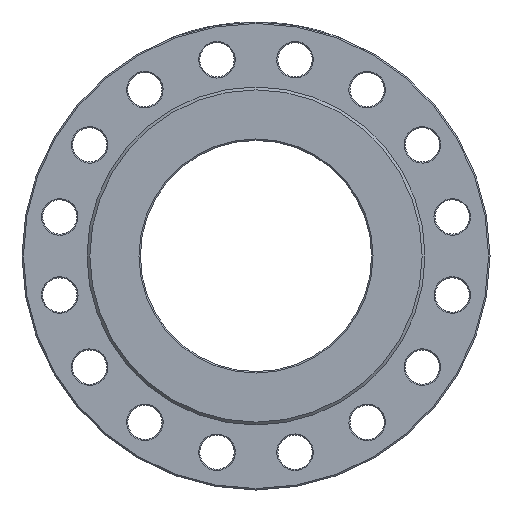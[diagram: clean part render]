
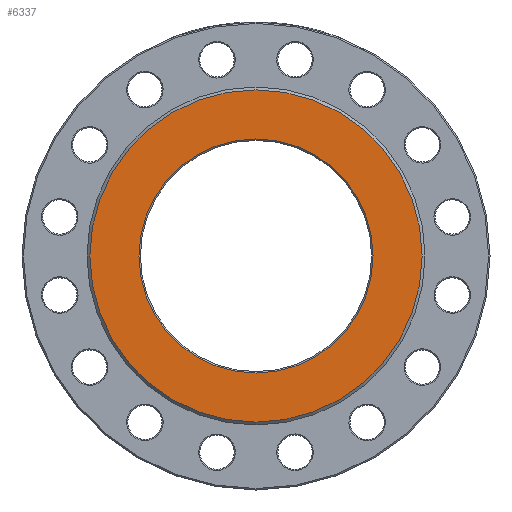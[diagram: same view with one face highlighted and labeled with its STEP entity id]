
A CAD part, left-side view. The second image highlights one B-rep face of the part: STEP entity #6337.
In plain terms, the highlighted planar face has unit normal (-1, 0, 0).
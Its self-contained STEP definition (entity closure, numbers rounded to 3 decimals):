
#202 = AXIS2_PLACEMENT_3D ( 'NONE', #361, #4258, #4223 ) ;
#249 = EDGE_CURVE ( 'NONE', #5685, #5685, #6509, .T. ) ;
#361 = CARTESIAN_POINT ( 'NONE',  ( 0., 0., 0. ) ) ;
#1008 = PLANE ( 'NONE',  #5785 ) ;
#1096 = DIRECTION ( 'NONE',  ( 0., 0., 1. ) ) ;
#1512 = VERTEX_POINT ( 'NONE', #4623 ) ;
#2259 = EDGE_CURVE ( 'NONE', #1512, #1512, #2914, .T. ) ;
#2315 = DIRECTION ( 'NONE',  ( 0., 0., -1. ) ) ;
#2388 = ORIENTED_EDGE ( 'NONE', *, *, #2259, .T. ) ;
#2893 = DIRECTION ( 'NONE',  ( -1., 0., 0. ) ) ;
#2914 = CIRCLE ( 'NONE', #7583, 232.5 ) ;
#3008 = CARTESIAN_POINT ( 'NONE',  ( 0., 0., 0. ) ) ;
#3654 = FACE_BOUND ( 'NONE', #8223, .T. ) ;
#3691 = EDGE_LOOP ( 'NONE', ( #2388 ) ) ;
#4167 = FACE_OUTER_BOUND ( 'NONE', #3691, .T. ) ;
#4223 = DIRECTION ( 'NONE',  ( 0., 0., -1. ) ) ;
#4258 = DIRECTION ( 'NONE',  ( 1., 0., 0. ) ) ;
#4453 = CARTESIAN_POINT ( 'NONE',  ( 0., 0., -163.8 ) ) ;
#4623 = CARTESIAN_POINT ( 'NONE',  ( 0., 0., 232.5 ) ) ;
#5438 = CARTESIAN_POINT ( 'NONE',  ( 0., 161.8, 0. ) ) ;
#5685 = VERTEX_POINT ( 'NONE', #4453 ) ;
#5785 = AXIS2_PLACEMENT_3D ( 'NONE', #5438, #8029, #2315 ) ;
#6337 = ADVANCED_FACE ( 'NONE', ( #3654, #4167 ), #1008, .F. ) ;
#6509 = CIRCLE ( 'NONE', #202, 163.8 ) ;
#7466 = ORIENTED_EDGE ( 'NONE', *, *, #249, .T. ) ;
#7583 = AXIS2_PLACEMENT_3D ( 'NONE', #3008, #2893, #1096 ) ;
#8029 = DIRECTION ( 'NONE',  ( 1., 0., 0. ) ) ;
#8223 = EDGE_LOOP ( 'NONE', ( #7466 ) ) ;
